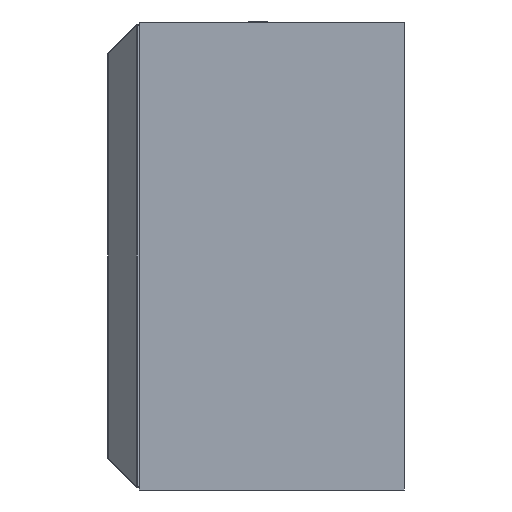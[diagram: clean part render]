
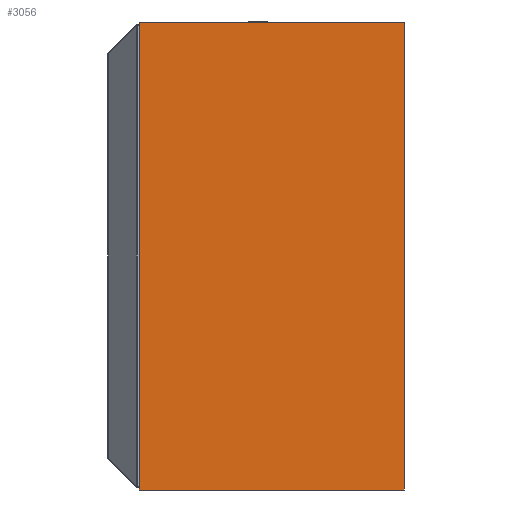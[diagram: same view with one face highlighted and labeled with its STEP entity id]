
A CAD part, left-side view. The second image highlights one B-rep face of the part: STEP entity #3056.
In plain terms, the highlighted planar face has unit normal (-1, 0, 0).
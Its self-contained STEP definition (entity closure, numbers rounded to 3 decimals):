
#471 = EDGE_CURVE ( 'NONE', #23716, #14467, #20025, .T. ) ;
#3056 = ADVANCED_FACE ( 'NONE', ( #11690 ), #31118, .F. ) ;
#3747 = DIRECTION ( 'NONE',  ( 0., 0., -1. ) ) ;
#5081 = VERTEX_POINT ( 'NONE', #12289 ) ;
#6267 = VECTOR ( 'NONE', #16491, 1000. ) ;
#6861 = VECTOR ( 'NONE', #30913, 1000. ) ;
#8320 = CARTESIAN_POINT ( 'NONE',  ( -51.4, 0., -15. ) ) ;
#8831 = ORIENTED_EDGE ( 'NONE', *, *, #23577, .F. ) ;
#9876 = CARTESIAN_POINT ( 'NONE',  ( -51.4, 17., -15. ) ) ;
#10629 = ORIENTED_EDGE ( 'NONE', *, *, #471, .T. ) ;
#10996 = ORIENTED_EDGE ( 'NONE', *, *, #25961, .F. ) ;
#11690 = FACE_OUTER_BOUND ( 'NONE', #32467, .T. ) ;
#12115 = CARTESIAN_POINT ( 'NONE',  ( -51.4, 17., -15. ) ) ;
#12289 = CARTESIAN_POINT ( 'NONE',  ( -51.4, 17., 15. ) ) ;
#14215 = AXIS2_PLACEMENT_3D ( 'NONE', #33900, #20211, #3747 ) ;
#14467 = VERTEX_POINT ( 'NONE', #34882 ) ;
#16491 = DIRECTION ( 'NONE',  ( 0., 0., 1. ) ) ;
#16657 = CARTESIAN_POINT ( 'NONE',  ( -51.4, 17., 15. ) ) ;
#18241 = VERTEX_POINT ( 'NONE', #9876 ) ;
#18995 = ORIENTED_EDGE ( 'NONE', *, *, #19042, .T. ) ;
#19042 = EDGE_CURVE ( 'NONE', #18241, #23716, #21486, .T. ) ;
#19375 = LINE ( 'NONE', #16657, #25798 ) ;
#19673 = CARTESIAN_POINT ( 'NONE',  ( -51.4, 17., -15. ) ) ;
#20025 = LINE ( 'NONE', #8320, #6267 ) ;
#20211 = DIRECTION ( 'NONE',  ( 1., 0., 0. ) ) ;
#20326 = VECTOR ( 'NONE', #25819, 1000. ) ;
#21021 = CARTESIAN_POINT ( 'NONE',  ( -51.4, 0., -15. ) ) ;
#21486 = LINE ( 'NONE', #19673, #6861 ) ;
#23577 = EDGE_CURVE ( 'NONE', #18241, #5081, #34923, .T. ) ;
#23716 = VERTEX_POINT ( 'NONE', #21021 ) ;
#25798 = VECTOR ( 'NONE', #30339, 1000. ) ;
#25819 = DIRECTION ( 'NONE',  ( 0., 0., 1. ) ) ;
#25961 = EDGE_CURVE ( 'NONE', #5081, #14467, #19375, .T. ) ;
#30339 = DIRECTION ( 'NONE',  ( 0., -1., 0. ) ) ;
#30913 = DIRECTION ( 'NONE',  ( 0., -1., 0. ) ) ;
#31118 = PLANE ( 'NONE',  #14215 ) ;
#32467 = EDGE_LOOP ( 'NONE', ( #10629, #10996, #8831, #18995 ) ) ;
#33900 = CARTESIAN_POINT ( 'NONE',  ( -51.4, 17., -15. ) ) ;
#34882 = CARTESIAN_POINT ( 'NONE',  ( -51.4, 0., 15. ) ) ;
#34923 = LINE ( 'NONE', #12115, #20326 ) ;
